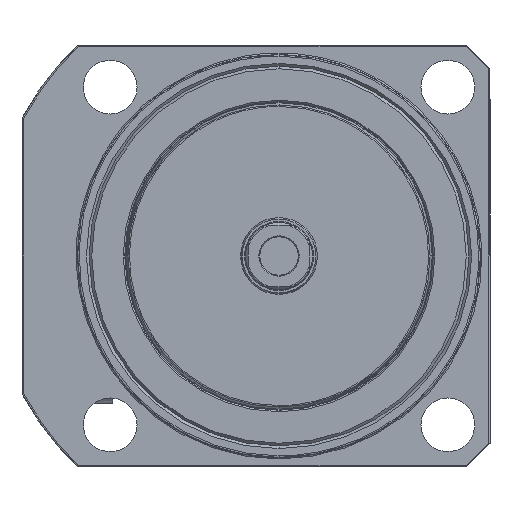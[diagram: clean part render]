
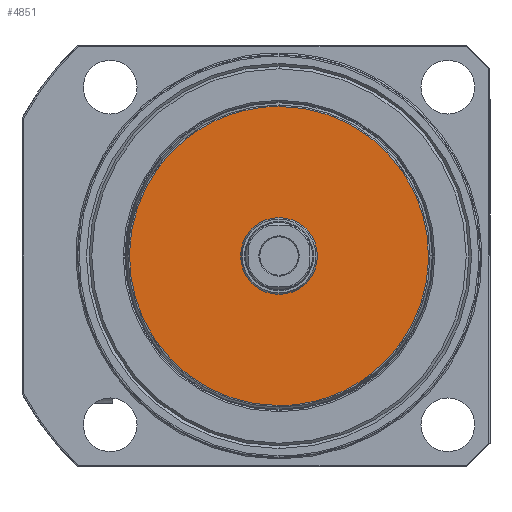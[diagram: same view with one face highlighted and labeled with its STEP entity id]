
A CAD part, front view. The second image highlights one B-rep face of the part: STEP entity #4851.
In plain terms, the highlighted planar face has unit normal (0, -1, 0).
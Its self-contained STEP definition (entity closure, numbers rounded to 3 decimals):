
#350 = CARTESIAN_POINT ( 'NONE',  ( 0., 0., -38.992 ) ) ;
#351 = CARTESIAN_POINT ( 'NONE',  ( -77.984, 0., -38.992 ) ) ;
#357 = CARTESIAN_POINT ( 'NONE',  ( -77.984, 0., 38.992 ) ) ;
#358 = CARTESIAN_POINT ( 'NONE',  ( 0., 0., 38.992 ) ) ;
#1072 = VERTEX_POINT ( 'NONE', #2046 ) ;
#1075 = VERTEX_POINT ( 'NONE', #2043 ) ;
#1087 = VERTEX_POINT ( 'NONE', #2029 ) ;
#1691 = VERTEX_POINT ( 'NONE', #1977 ) ;
#1977 = CARTESIAN_POINT ( 'NONE',  ( 0., 0., -10. ) ) ;
#2029 = CARTESIAN_POINT ( 'NONE',  ( 0., 0., 10. ) ) ;
#2043 = CARTESIAN_POINT ( 'NONE',  ( 0., 0., 38.992 ) ) ;
#2046 = CARTESIAN_POINT ( 'NONE',  ( 0., 0., -38.992 ) ) ;
#2289 = CIRCLE ( 'NONE', #8836, 10. ) ;
#2517 = CIRCLE ( 'NONE', #8750, 10. ) ;
#3950 = DIRECTION ( 'NONE',  ( 0., 0., 1. ) ) ;
#3971 = DIRECTION ( 'NONE',  ( 0., 1., 0. ) ) ;
#3974 = CARTESIAN_POINT ( 'NONE',  ( 39.272, 0., 0. ) ) ;
#4001 = PLANE ( 'NONE',  #8590 ) ;
#4160 = DIRECTION ( 'NONE',  ( 0., 0., 1. ) ) ;
#4161 = DIRECTION ( 'NONE',  ( 0., -1., 0. ) ) ;
#4162 = CARTESIAN_POINT ( 'NONE',  ( 0., 0., 0. ) ) ;
#4181 = CARTESIAN_POINT ( 'NONE',  ( 0., 0., -38.992 ) ) ;
#4182 = CARTESIAN_POINT ( 'NONE',  ( 77.984, 0., -38.992 ) ) ;
#4186 = CARTESIAN_POINT ( 'NONE',  ( 77.984, 0., 38.992 ) ) ;
#4187 = CARTESIAN_POINT ( 'NONE',  ( 0., 0., 38.992 ) ) ;
#4851 = ADVANCED_FACE ( 'NONE', ( #7272, #7278 ), #4001, .F. ) ;
#5563 = CARTESIAN_POINT ( 'NONE',  ( 0., 0., 0. ) ) ;
#5564 = DIRECTION ( 'NONE',  ( 0., -1., 0. ) ) ;
#5565 = DIRECTION ( 'NONE',  ( 0., 0., 1. ) ) ;
#5685 = EDGE_CURVE ( 'NONE', #1075, #1072, #8092, .T. ) ;
#5688 = EDGE_CURVE ( 'NONE', #1691, #1087, #2517, .T. ) ;
#5879 = EDGE_CURVE ( 'NONE', #1087, #1691, #2289, .T. ) ;
#5937 = EDGE_CURVE ( 'NONE', #1072, #1075, #8025, .T. ) ;
#6449 = ORIENTED_EDGE ( 'NONE', *, *, #5937, .F. ) ;
#6460 = ORIENTED_EDGE ( 'NONE', *, *, #5685, .F. ) ;
#6487 = ORIENTED_EDGE ( 'NONE', *, *, #5879, .F. ) ;
#6488 = ORIENTED_EDGE ( 'NONE', *, *, #5688, .F. ) ;
#7272 = FACE_OUTER_BOUND ( 'NONE', #7701, .T. ) ;
#7278 = FACE_BOUND ( 'NONE', #7728, .T. ) ;
#7701 = EDGE_LOOP ( 'NONE', ( #6460, #6449 ) ) ;
#7728 = EDGE_LOOP ( 'NONE', ( #6487, #6488 ) ) ;
#8025 =( BOUNDED_CURVE ( )  B_SPLINE_CURVE ( 3, ( #350, #351, #357, #358 ),
 .UNSPECIFIED., .F., .T. ) 
 B_SPLINE_CURVE_WITH_KNOTS ( ( 4, 4 ),
 ( 0., 1. ),
 .UNSPECIFIED. ) 
 CURVE ( )  GEOMETRIC_REPRESENTATION_ITEM ( )  RATIONAL_B_SPLINE_CURVE ( ( 1., 0.333, 0.333, 1. ) ) 
 REPRESENTATION_ITEM ( '' )  );
#8092 =( BOUNDED_CURVE ( )  B_SPLINE_CURVE ( 3, ( #4187, #4186, #4182, #4181 ),
 .UNSPECIFIED., .F., .T. ) 
 B_SPLINE_CURVE_WITH_KNOTS ( ( 4, 4 ),
 ( 0., 1. ),
 .UNSPECIFIED. ) 
 CURVE ( )  GEOMETRIC_REPRESENTATION_ITEM ( )  RATIONAL_B_SPLINE_CURVE ( ( 1., 0.333, 0.333, 1. ) ) 
 REPRESENTATION_ITEM ( '' )  );
#8590 = AXIS2_PLACEMENT_3D ( 'NONE', #3974, #3971, #3950 ) ;
#8750 = AXIS2_PLACEMENT_3D ( 'NONE', #4162, #4161, #4160 ) ;
#8836 = AXIS2_PLACEMENT_3D ( 'NONE', #5563, #5564, #5565 ) ;
